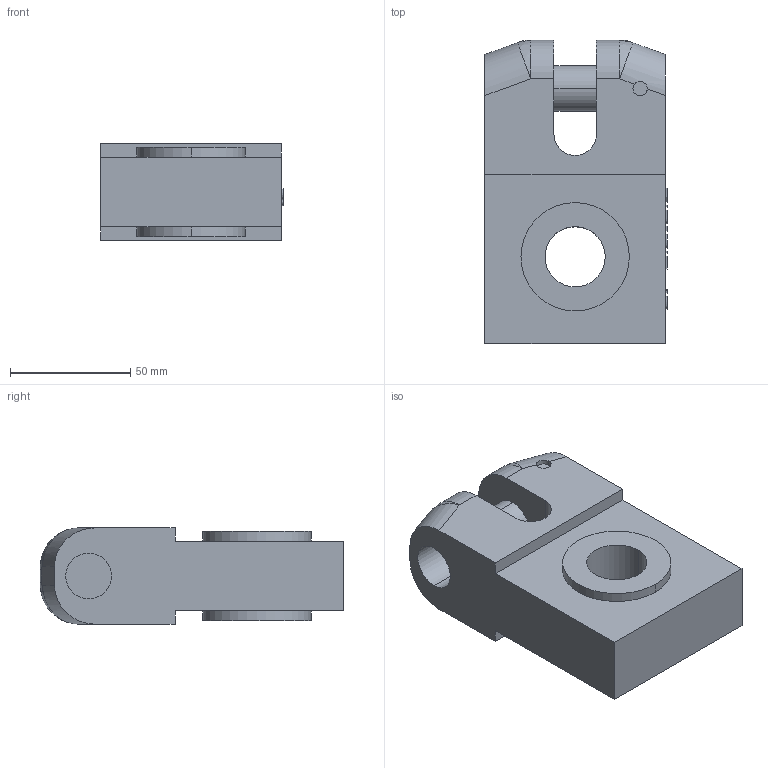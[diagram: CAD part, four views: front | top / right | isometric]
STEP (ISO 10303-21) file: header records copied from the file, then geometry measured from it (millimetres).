
FILE_DESCRIPTION((''),'2;1');
FILE_NAME('3VGIL-16','2005-01-18T',('jakubetz'),(''),'PRO/ENGINEER BY PARAMETRIC TECHNOLOGY CORPORATION, 2001400','PRO/ENGINEER BY PARAMETRIC TECHNOLOGY CORPORATION, 2001400','');
FILE_SCHEMA(('CONFIG_CONTROL_DESIGN'));
Length unit declared in the file: millimetre
Products named in the file (1): 3VGIL-16
Bounding box: 75.71 x 125.9 x 40 mm (x, y, z)
Volume: 265596.4 mm3; surface area: 39590.7 mm2
Topology: 1 solids, 1 shells, 227 faces, 618 edges, 408 vertices
Faces by surface type: plane 192, cylinder 27, sphere 4, bspline 4
Entity records: 7313 total; most frequent: CARTESIAN_POINT 1526, ORIENTED_EDGE 1236, DIRECTION 1094, EDGE_CURVE 618, VECTOR 548, LINE 548, VERTEX_POINT 408, AXIS2_PLACEMENT_3D 273
